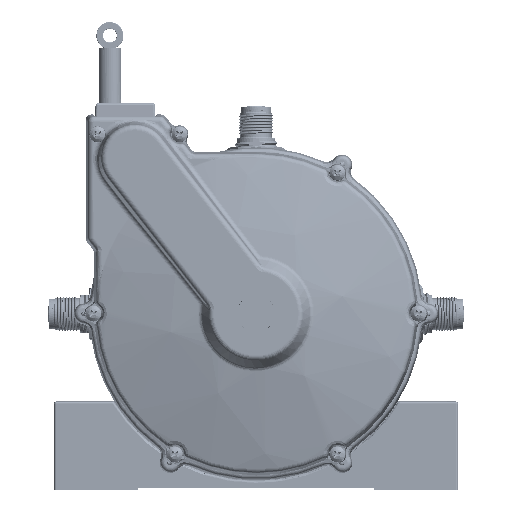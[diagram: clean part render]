
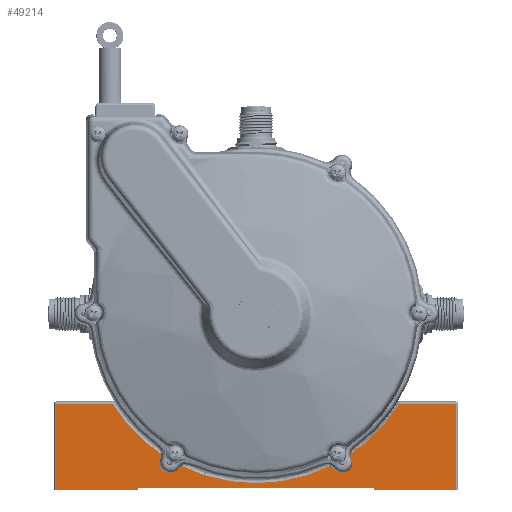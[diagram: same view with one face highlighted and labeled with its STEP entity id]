
A CAD part, top view. The second image highlights one B-rep face of the part: STEP entity #49214.
In plain terms, the highlighted planar face has unit normal (0, 0, 1).
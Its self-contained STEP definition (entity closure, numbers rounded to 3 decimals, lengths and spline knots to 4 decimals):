
#782=PLANE('',#52368);
#3128=FACE_OUTER_BOUND('',#5870,.T.);
#5870=EDGE_LOOP('',(#32707,#32708,#32709,#32710,#32711,#32712,#32713,#32714,
#32715,#32716,#32717,#32718,#32719,#32720));
#11371=LINE('',#93003,#14118);
#11380=LINE('',#93729,#14127);
#11393=LINE('',#94308,#14140);
#11409=LINE('',#94455,#14156);
#11410=LINE('',#94457,#14157);
#11411=LINE('',#94459,#14158);
#11412=LINE('',#94461,#14159);
#11413=LINE('',#94463,#14160);
#11414=LINE('',#94464,#14161);
#14118=VECTOR('',#57171,39.3701);
#14127=VECTOR('',#57240,39.3701);
#14140=VECTOR('',#57411,39.3701);
#14156=VECTOR('',#57465,39.3701);
#14157=VECTOR('',#57466,39.3701);
#14158=VECTOR('',#57467,39.3701);
#14159=VECTOR('',#57468,39.3701);
#14160=VECTOR('',#57469,39.3701);
#14161=VECTOR('',#57470,39.3701);
#16870=CIRCLE('',#52243,0.1413);
#16875=CIRCLE('',#52251,2.3381);
#16876=CIRCLE('',#52253,0.1413);
#16882=CIRCLE('',#52262,2.3381);
#16883=CIRCLE('',#52265,2.3381);
#19046=VERTEX_POINT('',#92986);
#19047=VERTEX_POINT('',#93001);
#19048=VERTEX_POINT('',#93399);
#19049=VERTEX_POINT('',#93412);
#19053=VERTEX_POINT('',#93437);
#19054=VERTEX_POINT('',#93452);
#19058=VERTEX_POINT('',#93478);
#19063=VERTEX_POINT('',#93728);
#19146=VERTEX_POINT('',#94304);
#19148=VERTEX_POINT('',#94307);
#19174=VERTEX_POINT('',#94456);
#19175=VERTEX_POINT('',#94458);
#19176=VERTEX_POINT('',#94460);
#19177=VERTEX_POINT('',#94462);
#24324=EDGE_CURVE('',#19047,#19046,#11371,.T.);
#24328=EDGE_CURVE('',#19048,#19049,#16870,.T.);
#24336=EDGE_CURVE('',#19049,#19053,#16875,.T.);
#24337=EDGE_CURVE('',#19053,#19054,#16876,.T.);
#24346=EDGE_CURVE('',#19054,#19058,#16882,.T.);
#24348=EDGE_CURVE('',#19046,#19048,#16883,.T.);
#24357=EDGE_CURVE('',#19058,#19063,#11380,.T.);
#24472=EDGE_CURVE('',#19146,#19148,#11393,.T.);
#24506=EDGE_CURVE('',#19148,#19047,#11409,.T.);
#24507=EDGE_CURVE('',#19174,#19146,#11410,.T.);
#24508=EDGE_CURVE('',#19175,#19174,#11411,.T.);
#24509=EDGE_CURVE('',#19175,#19176,#11412,.T.);
#24510=EDGE_CURVE('',#19177,#19176,#11413,.T.);
#24511=EDGE_CURVE('',#19063,#19177,#11414,.T.);
#32707=ORIENTED_EDGE('',*,*,#24348,.F.);
#32708=ORIENTED_EDGE('',*,*,#24324,.F.);
#32709=ORIENTED_EDGE('',*,*,#24506,.F.);
#32710=ORIENTED_EDGE('',*,*,#24472,.F.);
#32711=ORIENTED_EDGE('',*,*,#24507,.F.);
#32712=ORIENTED_EDGE('',*,*,#24508,.F.);
#32713=ORIENTED_EDGE('',*,*,#24509,.T.);
#32714=ORIENTED_EDGE('',*,*,#24510,.F.);
#32715=ORIENTED_EDGE('',*,*,#24511,.F.);
#32716=ORIENTED_EDGE('',*,*,#24357,.F.);
#32717=ORIENTED_EDGE('',*,*,#24346,.F.);
#32718=ORIENTED_EDGE('',*,*,#24337,.F.);
#32719=ORIENTED_EDGE('',*,*,#24336,.F.);
#32720=ORIENTED_EDGE('',*,*,#24328,.F.);
#49214=ADVANCED_FACE('',(#3128),#782,.T.);
#52243=AXIS2_PLACEMENT_3D('',#93413,#57176,#57177);
#52251=AXIS2_PLACEMENT_3D('',#93450,#57193,#57194);
#52253=AXIS2_PLACEMENT_3D('',#93453,#57197,#57198);
#52262=AXIS2_PLACEMENT_3D('',#93489,#57216,#57217);
#52265=AXIS2_PLACEMENT_3D('',#93672,#57222,#57223);
#52368=AXIS2_PLACEMENT_3D('',#94454,#57463,#57464);
#57171=DIRECTION('',(1.,0.,0.));
#57176=DIRECTION('center_axis',(0.,0.,
1.));
#57177=DIRECTION('ref_axis',(0.5,0.866,0.));
#57193=DIRECTION('center_axis',(0.,0.,
1.));
#57194=DIRECTION('ref_axis',(0.,-1.,0.));
#57197=DIRECTION('center_axis',(0.,0.,
1.));
#57198=DIRECTION('ref_axis',(-0.5,0.866,0.));
#57216=DIRECTION('center_axis',(0.,0.,
1.));
#57217=DIRECTION('ref_axis',(0.71,-0.704,0.));
#57222=DIRECTION('center_axis',(0.,0.,
1.));
#57223=DIRECTION('ref_axis',(-0.71,-0.704,0.));
#57240=DIRECTION('',(1.,0.,0.));
#57411=DIRECTION('',(-1.,0.,0.));
#57463=DIRECTION('center_axis',(0.,0.,
1.));
#57464=DIRECTION('ref_axis',(-1.,0.,0.));
#57465=DIRECTION('',(0.,1.,0.));
#57466=DIRECTION('',(-0.017,-1.,0.));
#57467=DIRECTION('',(-1.,0.,0.));
#57468=DIRECTION('',(0.017,-1.,0.));
#57469=DIRECTION('',(-1.,0.,0.));
#57470=DIRECTION('',(0.,-1.,0.));
#92986=CARTESIAN_POINT('',(-1.9814,-1.2413,-0.462));
#93001=CARTESIAN_POINT('',(-2.7558,-1.2413,-0.462));
#93003=CARTESIAN_POINT('',(1.3924,-1.2413,-0.462));
#93399=CARTESIAN_POINT('',(-1.2843,-1.9538,-0.462));
#93412=CARTESIAN_POINT('',(-1.0499,-2.0891,-0.462));
#93413=CARTESIAN_POINT('Origin',(-1.1875,-2.0568,-0.462));
#93437=CARTESIAN_POINT('',(1.0499,-2.0891,-0.462));
#93450=CARTESIAN_POINT('Origin',(0.,0.,
-0.462));
#93452=CARTESIAN_POINT('',(1.2843,-1.9538,-0.462));
#93453=CARTESIAN_POINT('Origin',(1.1875,-2.0568,-0.462));
#93478=CARTESIAN_POINT('',(1.9814,-1.2413,-0.462));
#93489=CARTESIAN_POINT('Origin',(0.,0.,
-0.462));
#93672=CARTESIAN_POINT('Origin',(0.,0.,
-0.462));
#93728=CARTESIAN_POINT('',(2.7558,-1.2413,-0.462));
#93729=CARTESIAN_POINT('',(1.3924,-1.2413,-0.462));
#94304=CARTESIAN_POINT('',(-1.6255,-2.43,-0.462));
#94307=CARTESIAN_POINT('',(-2.7558,-2.43,-0.462));
#94308=CARTESIAN_POINT('',(2.7558,-2.43,-0.462));
#94454=CARTESIAN_POINT('Origin',(2.7849,-0.88,-0.462));
#94455=CARTESIAN_POINT('',(-2.7558,-0.88,-0.462));
#94456=CARTESIAN_POINT('',(-1.625,-2.4,-0.462));
#94457=CARTESIAN_POINT('',(-1.6111,-1.6018,-0.462));
#94458=CARTESIAN_POINT('',(1.625,-2.4,-0.462));
#94459=CARTESIAN_POINT('',(1.3924,-2.4,-0.462));
#94460=CARTESIAN_POINT('',(1.6255,-2.43,-0.462));
#94461=CARTESIAN_POINT('',(1.6119,-1.6504,-0.462));
#94462=CARTESIAN_POINT('',(2.7558,-2.43,-0.462));
#94463=CARTESIAN_POINT('',(2.7558,-2.43,-0.462));
#94464=CARTESIAN_POINT('',(2.7558,-0.88,-0.462));
